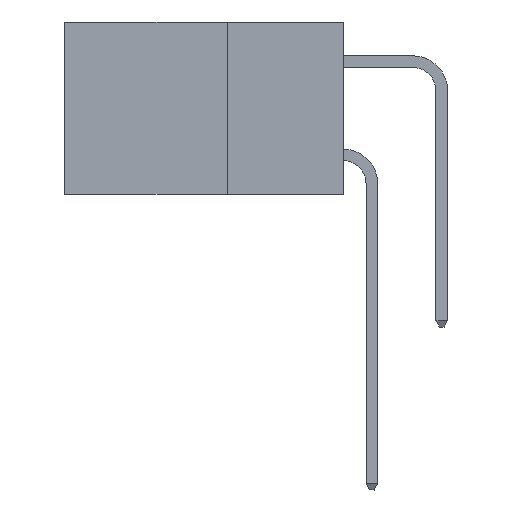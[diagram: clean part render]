
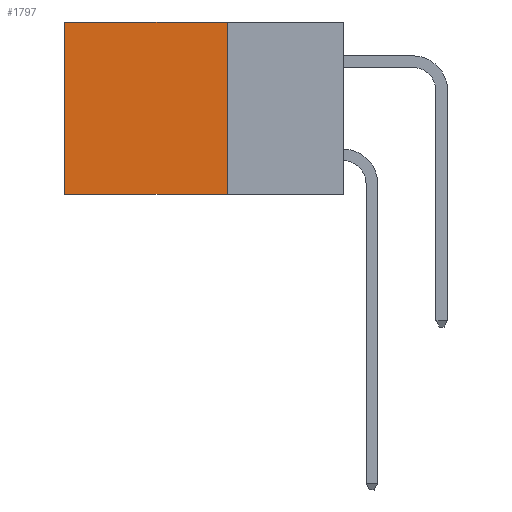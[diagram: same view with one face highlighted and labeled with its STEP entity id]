
A CAD part, left-side view. The second image highlights one B-rep face of the part: STEP entity #1797.
In plain terms, the highlighted planar face has unit normal (-1, 0, 0).
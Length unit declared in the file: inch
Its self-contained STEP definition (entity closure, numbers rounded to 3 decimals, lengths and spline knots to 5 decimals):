
#483 = CARTESIAN_POINT ( 'NONE',  ( 0.2615, 0.6, 0. ) ) ;
#1308 = EDGE_CURVE ( 'NONE', #6151, #14419, #9232, .T. ) ;
#1360 = DIRECTION ( 'NONE',  ( 1., 0., 0. ) ) ;
#1797 = ADVANCED_FACE ( 'NONE', ( #3777 ), #8091, .F. ) ;
#1916 = CARTESIAN_POINT ( 'NONE',  ( 0.2615, 0.6, -0.37 ) ) ;
#1936 = CARTESIAN_POINT ( 'NONE',  ( 0.2615, 0.25, -0.37 ) ) ;
#2199 = EDGE_LOOP ( 'NONE', ( #9992, #10128, #8435, #11696 ) ) ;
#2344 = LINE ( 'NONE', #12357, #11056 ) ;
#2377 = EDGE_CURVE ( 'NONE', #6151, #6717, #6384, .T. ) ;
#2721 = AXIS2_PLACEMENT_3D ( 'NONE', #9423, #1360, #9136 ) ;
#3713 = DIRECTION ( 'NONE',  ( 0., 0., -1. ) ) ;
#3777 = FACE_OUTER_BOUND ( 'NONE', #2199, .T. ) ;
#3858 = VECTOR ( 'NONE', #3713, 39.37008 ) ;
#4389 = EDGE_CURVE ( 'NONE', #14419, #13554, #13455, .T. ) ;
#4554 = DIRECTION ( 'NONE',  ( 0., 0., -1. ) ) ;
#6151 = VERTEX_POINT ( 'NONE', #11420 ) ;
#6346 = VECTOR ( 'NONE', #11514, 39.37008 ) ;
#6384 = LINE ( 'NONE', #9678, #7480 ) ;
#6717 = VERTEX_POINT ( 'NONE', #483 ) ;
#7480 = VECTOR ( 'NONE', #11837, 39.37008 ) ;
#8091 = PLANE ( 'NONE',  #2721 ) ;
#8435 = ORIENTED_EDGE ( 'NONE', *, *, #1308, .F. ) ;
#9136 = DIRECTION ( 'NONE',  ( 0., 0., -1. ) ) ;
#9232 = LINE ( 'NONE', #10603, #3858 ) ;
#9423 = CARTESIAN_POINT ( 'NONE',  ( 0.2615, 0.25, -0.37 ) ) ;
#9678 = CARTESIAN_POINT ( 'NONE',  ( 0.2615, 0.25, 0. ) ) ;
#9992 = ORIENTED_EDGE ( 'NONE', *, *, #13280, .T. ) ;
#10128 = ORIENTED_EDGE ( 'NONE', *, *, #4389, .F. ) ;
#10603 = CARTESIAN_POINT ( 'NONE',  ( 0.2615, 0.25, -0.37 ) ) ;
#11056 = VECTOR ( 'NONE', #4554, 39.37008 ) ;
#11420 = CARTESIAN_POINT ( 'NONE',  ( 0.2615, 0.25, 0. ) ) ;
#11514 = DIRECTION ( 'NONE',  ( 0., 1., 0. ) ) ;
#11696 = ORIENTED_EDGE ( 'NONE', *, *, #2377, .T. ) ;
#11837 = DIRECTION ( 'NONE',  ( 0., 1., 0. ) ) ;
#12357 = CARTESIAN_POINT ( 'NONE',  ( 0.2615, 0.6, -0.37 ) ) ;
#13280 = EDGE_CURVE ( 'NONE', #6717, #13554, #2344, .T. ) ;
#13455 = LINE ( 'NONE', #13601, #6346 ) ;
#13554 = VERTEX_POINT ( 'NONE', #1916 ) ;
#13601 = CARTESIAN_POINT ( 'NONE',  ( 0.2615, 0.25, -0.37 ) ) ;
#14419 = VERTEX_POINT ( 'NONE', #1936 ) ;
